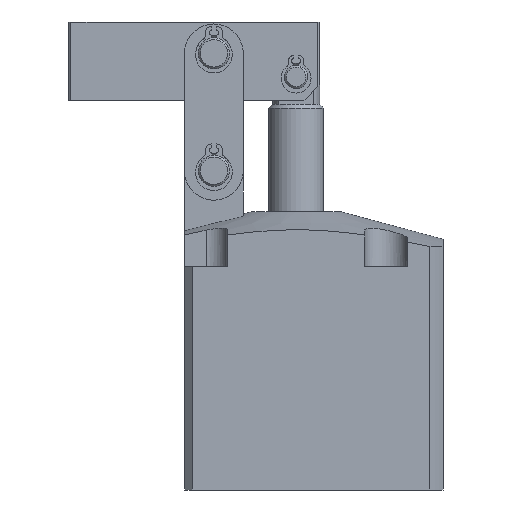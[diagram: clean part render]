
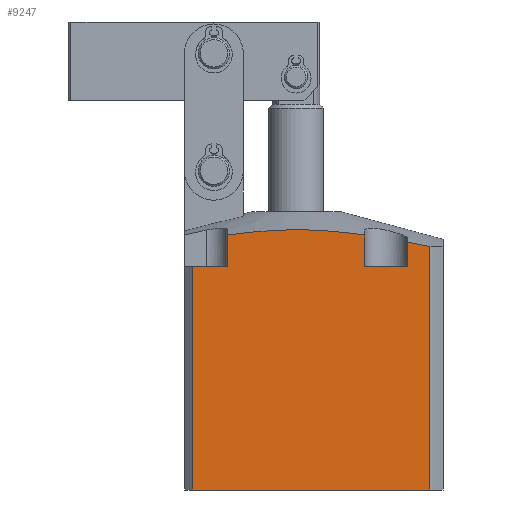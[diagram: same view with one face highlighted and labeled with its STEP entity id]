
A CAD part, front view. The second image highlights one B-rep face of the part: STEP entity #9247.
In plain terms, the highlighted planar face has unit normal (0, -1, 0).
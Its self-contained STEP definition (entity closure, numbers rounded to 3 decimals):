
#21 = B_SPLINE_CURVE_WITH_KNOTS ( 'NONE', 3,
 ( #3157, #3145, #3165, #3166 ),
 .UNSPECIFIED., .F., .F.,
 ( 4, 4 ),
 ( 0.091, 0.097 ),
 .UNSPECIFIED. ) ;
#24 = B_SPLINE_CURVE_WITH_KNOTS ( 'NONE', 3,
 ( #3129, #3128, #3146, #3147, #3148, #3149, #3150, #3151, #3152, #3153, #3154, #3155 ),
 .UNSPECIFIED., .F., .F.,
 ( 4, 2, 2, 2, 2, 4 ),
 ( 0.045, 0.054, 0.062, 0.071, 0.076, 0.08 ),
 .UNSPECIFIED. ) ;
#761 = EDGE_LOOP ( 'NONE', ( #5140, #5141, #5142, #5143, #5144, #5145, #5146, #5147, #5148, #5149 ) ) ;
#3128 = CARTESIAN_POINT ( 'NONE',  ( -14.598, -28.5, 65.527 ) ) ;
#3129 = CARTESIAN_POINT ( 'NONE',  ( -17.5, -28.5, 65.12 ) ) ;
#3142 = CARTESIAN_POINT ( 'NONE',  ( -17.5, -28.5, 57. ) ) ;
#3143 = DIRECTION ( 'NONE',  ( 0., 0., 1. ) ) ;
#3144 = CARTESIAN_POINT ( 'NONE',  ( 17.5, -28.5, 57. ) ) ;
#3145 = CARTESIAN_POINT ( 'NONE',  ( 30.396, -28.5, 62.923 ) ) ;
#3146 = CARTESIAN_POINT ( 'NONE',  ( -11.694, -28.5, 65.861 ) ) ;
#3147 = CARTESIAN_POINT ( 'NONE',  ( -5.877, -28.5, 66.32 ) ) ;
#3148 = CARTESIAN_POINT ( 'NONE',  ( -2.964, -28.5, 66.444 ) ) ;
#3149 = CARTESIAN_POINT ( 'NONE',  ( 2.871, -28.5, 66.446 ) ) ;
#3150 = CARTESIAN_POINT ( 'NONE',  ( 5.793, -28.5, 66.325 ) ) ;
#3151 = CARTESIAN_POINT ( 'NONE',  ( 10.183, -28.5, 65.981 ) ) ;
#3152 = CARTESIAN_POINT ( 'NONE',  ( 11.647, -28.5, 65.84 ) ) ;
#3153 = CARTESIAN_POINT ( 'NONE',  ( 14.577, -28.5, 65.511 ) ) ;
#3154 = CARTESIAN_POINT ( 'NONE',  ( 16.041, -28.5, 65.325 ) ) ;
#3155 = CARTESIAN_POINT ( 'NONE',  ( 17.5, -28.5, 65.12 ) ) ;
#3156 = CARTESIAN_POINT ( 'NONE',  ( 17.5, -28.5, 57. ) ) ;
#3157 = CARTESIAN_POINT ( 'NONE',  ( 28.5, -28.5, 63.282 ) ) ;
#3158 = DIRECTION ( 'NONE',  ( 0., 0., 1. ) ) ;
#3159 = DIRECTION ( 'NONE',  ( -1., 0., 0. ) ) ;
#3160 = CARTESIAN_POINT ( 'NONE',  ( 28.5, -28.5, 57. ) ) ;
#3161 = DIRECTION ( 'NONE',  ( 0., 0., 1. ) ) ;
#3163 = CARTESIAN_POINT ( 'NONE',  ( 34.176, -28.5, 71. ) ) ;
#3164 = CARTESIAN_POINT ( 'NONE',  ( -26.5, -28.5, 71. ) ) ;
#3165 = CARTESIAN_POINT ( 'NONE',  ( 32.287, -28.5, 62.546 ) ) ;
#3166 = CARTESIAN_POINT ( 'NONE',  ( 34.176, -28.5, 62.158 ) ) ;
#3168 = DIRECTION ( 'NONE',  ( 0., 0., -1. ) ) ;
#3169 = DIRECTION ( 'NONE',  ( 0., 0., -1. ) ) ;
#3170 = CARTESIAN_POINT ( 'NONE',  ( -28.5, -28.5, 57. ) ) ;
#3171 = DIRECTION ( 'NONE',  ( -1., 0., 0. ) ) ;
#3263 = CARTESIAN_POINT ( 'NONE',  ( 0., -28.5, 0. ) ) ;
#3281 = DIRECTION ( 'NONE',  ( 1., 0., 0. ) ) ;
#4000 = EDGE_CURVE ( 'NONE', #6232, #6359, #8859, .T. ) ;
#4002 = EDGE_CURVE ( 'NONE', #6359, #6362, #24, .T. ) ;
#4004 = EDGE_CURVE ( 'NONE', #6361, #6362, #8863, .T. ) ;
#4006 = EDGE_CURVE ( 'NONE', #6357, #6361, #8847, .T. ) ;
#4008 = EDGE_CURVE ( 'NONE', #6357, #6358, #8865, .T. ) ;
#4011 = EDGE_CURVE ( 'NONE', #6358, #6344, #21, .T. ) ;
#4013 = EDGE_CURVE ( 'NONE', #6344, #6335, #8867, .T. ) ;
#4015 = EDGE_CURVE ( 'NONE', #6341, #6336, #8870, .T. ) ;
#4017 = EDGE_CURVE ( 'NONE', #6232, #6341, #8871, .T. ) ;
#4049 = EDGE_CURVE ( 'NONE', #6336, #6335, #8883, .T. ) ;
#4190 = FACE_OUTER_BOUND ( 'NONE', #761, .T. ) ;
#4450 = CARTESIAN_POINT ( 'NONE',  ( -17.5, -28.5, 57. ) ) ;
#4630 = CARTESIAN_POINT ( 'NONE',  ( 34.176, -28.5, 0. ) ) ;
#4632 = CARTESIAN_POINT ( 'NONE',  ( -26.5, -28.5, 0. ) ) ;
#4641 = CARTESIAN_POINT ( 'NONE',  ( -26.5, -28.5, 57. ) ) ;
#4646 = CARTESIAN_POINT ( 'NONE',  ( 34.176, -28.5, 62.158 ) ) ;
#4669 = CARTESIAN_POINT ( 'NONE',  ( 28.5, -28.5, 57. ) ) ;
#4670 = CARTESIAN_POINT ( 'NONE',  ( 28.5, -28.5, 63.282 ) ) ;
#4672 = CARTESIAN_POINT ( 'NONE',  ( -17.5, -28.5, 65.12 ) ) ;
#4676 = CARTESIAN_POINT ( 'NONE',  ( 17.5, -28.5, 57. ) ) ;
#4677 = CARTESIAN_POINT ( 'NONE',  ( 17.5, -28.5, 65.12 ) ) ;
#5140 = ORIENTED_EDGE ( 'NONE', *, *, #4017, .T. ) ;
#5141 = ORIENTED_EDGE ( 'NONE', *, *, #4015, .T. ) ;
#5142 = ORIENTED_EDGE ( 'NONE', *, *, #4049, .T. ) ;
#5143 = ORIENTED_EDGE ( 'NONE', *, *, #4013, .F. ) ;
#5144 = ORIENTED_EDGE ( 'NONE', *, *, #4011, .F. ) ;
#5145 = ORIENTED_EDGE ( 'NONE', *, *, #4008, .F. ) ;
#5146 = ORIENTED_EDGE ( 'NONE', *, *, #4006, .T. ) ;
#5147 = ORIENTED_EDGE ( 'NONE', *, *, #4004, .T. ) ;
#5148 = ORIENTED_EDGE ( 'NONE', *, *, #4002, .F. ) ;
#5149 = ORIENTED_EDGE ( 'NONE', *, *, #4000, .F. ) ;
#6232 = VERTEX_POINT ( 'NONE', #4450 ) ;
#6335 = VERTEX_POINT ( 'NONE', #4630 ) ;
#6336 = VERTEX_POINT ( 'NONE', #4632 ) ;
#6341 = VERTEX_POINT ( 'NONE', #4641 ) ;
#6344 = VERTEX_POINT ( 'NONE', #4646 ) ;
#6357 = VERTEX_POINT ( 'NONE', #4669 ) ;
#6358 = VERTEX_POINT ( 'NONE', #4670 ) ;
#6359 = VERTEX_POINT ( 'NONE', #4672 ) ;
#6361 = VERTEX_POINT ( 'NONE', #4676 ) ;
#6362 = VERTEX_POINT ( 'NONE', #4677 ) ;
#8847 = LINE ( 'NONE', #3144, #8866 ) ;
#8859 = LINE ( 'NONE', #3142, #8862 ) ;
#8862 = VECTOR ( 'NONE', #3143, 1000. ) ;
#8863 = LINE ( 'NONE', #3156, #8864 ) ;
#8864 = VECTOR ( 'NONE', #3158, 1000. ) ;
#8865 = LINE ( 'NONE', #3160, #8868 ) ;
#8866 = VECTOR ( 'NONE', #3159, 1000. ) ;
#8867 = LINE ( 'NONE', #3163, #8869 ) ;
#8868 = VECTOR ( 'NONE', #3161, 1000. ) ;
#8869 = VECTOR ( 'NONE', #3168, 1000. ) ;
#8870 = LINE ( 'NONE', #3164, #8872 ) ;
#8871 = LINE ( 'NONE', #3170, #8874 ) ;
#8872 = VECTOR ( 'NONE', #3169, 1000. ) ;
#8874 = VECTOR ( 'NONE', #3171, 1000. ) ;
#8883 = LINE ( 'NONE', #3263, #8892 ) ;
#8892 = VECTOR ( 'NONE', #3281, 1000. ) ;
#9247 = ADVANCED_FACE ( 'NONE', ( #4190 ), #10133, .F. ) ;
#9661 = AXIS2_PLACEMENT_3D ( 'NONE', #10130, #10135, #10136 ) ;
#10130 = CARTESIAN_POINT ( 'NONE',  ( 0., -28.5, 71. ) ) ;
#10133 = PLANE ( 'NONE',  #9661 ) ;
#10135 = DIRECTION ( 'NONE',  ( 0., 1., 0. ) ) ;
#10136 = DIRECTION ( 'NONE',  ( 0., 0., 1. ) ) ;
